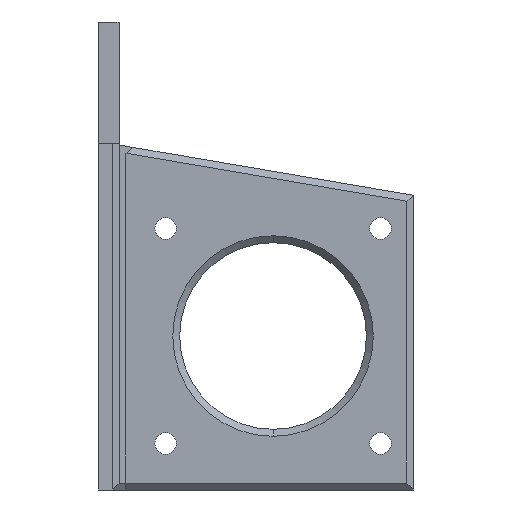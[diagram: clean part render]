
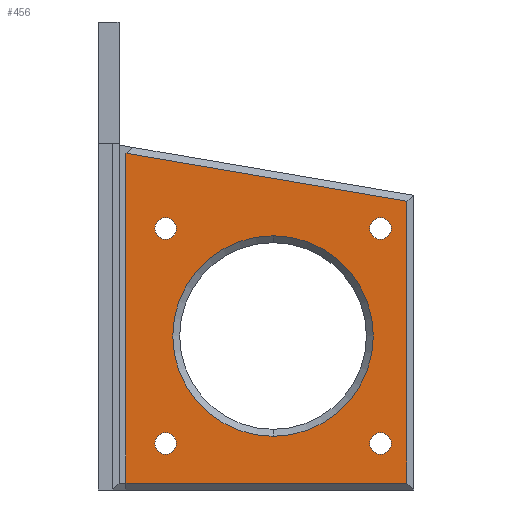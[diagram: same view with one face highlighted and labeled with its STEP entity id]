
A CAD part, left-side view. The second image highlights one B-rep face of the part: STEP entity #456.
In plain terms, the highlighted planar face has unit normal (-1, 0, 0).
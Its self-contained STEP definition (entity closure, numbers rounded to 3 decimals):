
#23 = CIRCLE ( 'NONE', #338, 1.554 ) ;
#38 = EDGE_LOOP ( 'NONE', ( #611, #94 ) ) ;
#42 = CARTESIAN_POINT ( 'NONE',  ( -1.5, -41.5, -16.25 ) ) ;
#46 = ORIENTED_EDGE ( 'NONE', *, *, #1284, .T. ) ;
#51 = EDGE_CURVE ( 'NONE', #1146, #1078, #23, .T. ) ;
#57 = FACE_OUTER_BOUND ( 'NONE', #1269, .T. ) ;
#58 = CARTESIAN_POINT ( 'NONE',  ( -1.5, -22.209, -36.541 ) ) ;
#73 = ORIENTED_EDGE ( 'NONE', *, *, #179, .T. ) ;
#81 = DIRECTION ( 'NONE',  ( 0., 0., -1. ) ) ;
#90 = CARTESIAN_POINT ( 'NONE',  ( -1.5, -41.5, -17.094 ) ) ;
#94 = ORIENTED_EDGE ( 'NONE', *, *, #1313, .T. ) ;
#114 = EDGE_LOOP ( 'NONE', ( #552, #254 ) ) ;
#117 = ORIENTED_EDGE ( 'NONE', *, *, #707, .T. ) ;
#125 = DIRECTION ( 'NONE',  ( 0., -1., 0. ) ) ;
#144 = CIRCLE ( 'NONE', #569, 1.554 ) ;
#149 = DIRECTION ( 'NONE',  ( 1., 0., 0. ) ) ;
#159 = EDGE_LOOP ( 'NONE', ( #1155, #620 ) ) ;
#168 = CIRCLE ( 'NONE', #290, 14.462 ) ;
#170 = EDGE_CURVE ( 'NONE', #289, #302, #168, .T. ) ;
#179 = EDGE_CURVE ( 'NONE', #679, #581, #144, .T. ) ;
#191 = VERTEX_POINT ( 'NONE', #956 ) ;
#194 = CIRCLE ( 'NONE', #389, 1.554 ) ;
#208 = VERTEX_POINT ( 'NONE', #716 ) ;
#232 = CARTESIAN_POINT ( 'NONE',  ( -1.5, -37.703, -21.047 ) ) ;
#237 = CARTESIAN_POINT ( 'NONE',  ( -1.5, -42.5, -57.75 ) ) ;
#246 = VERTEX_POINT ( 'NONE', #1209 ) ;
#250 = DIRECTION ( 'NONE',  ( 0., 0., -1. ) ) ;
#254 = ORIENTED_EDGE ( 'NONE', *, *, #309, .T. ) ;
#265 = VECTOR ( 'NONE', #125, 1000. ) ;
#274 = EDGE_CURVE ( 'NONE', #536, #191, #567, .T. ) ;
#289 = VERTEX_POINT ( 'NONE', #1199 ) ;
#290 = AXIS2_PLACEMENT_3D ( 'NONE', #921, #1263, #1293 ) ;
#302 = VERTEX_POINT ( 'NONE', #1427 ) ;
#307 = DIRECTION ( 'NONE',  ( 1., 0., 0. ) ) ;
#309 = EDGE_CURVE ( 'NONE', #879, #246, #1044, .T. ) ;
#311 = DIRECTION ( 'NONE',  ( 0., 0., -1. ) ) ;
#331 = ORIENTED_EDGE ( 'NONE', *, *, #51, .T. ) ;
#334 = CARTESIAN_POINT ( 'NONE',  ( -1.5, -6.715, -52.035 ) ) ;
#338 = AXIS2_PLACEMENT_3D ( 'NONE', #479, #1351, #371 ) ;
#351 = CARTESIAN_POINT ( 'NONE',  ( -1.5, -6.715, -22.601 ) ) ;
#363 = AXIS2_PLACEMENT_3D ( 'NONE', #334, #760, #861 ) ;
#371 = DIRECTION ( 'NONE',  ( 0., 0., -1. ) ) ;
#382 = DIRECTION ( 'NONE',  ( 0., 0., -1. ) ) ;
#389 = AXIS2_PLACEMENT_3D ( 'NONE', #232, #667, #865 ) ;
#415 = CIRCLE ( 'NONE', #1391, 1.554 ) ;
#448 = CARTESIAN_POINT ( 'NONE',  ( -1.5, -6.715, -50.481 ) ) ;
#449 = DIRECTION ( 'NONE',  ( 1., 0., 0. ) ) ;
#456 = ADVANCED_FACE ( 'NONE', ( #952, #728, #1290, #927, #1286, #57 ), #605, .F. ) ;
#479 = CARTESIAN_POINT ( 'NONE',  ( -1.5, -37.703, -52.035 ) ) ;
#489 = CARTESIAN_POINT ( 'NONE',  ( -1.5, -6.715, -19.493 ) ) ;
#503 = CARTESIAN_POINT ( 'NONE',  ( -1.5, -42.5, -58.75 ) ) ;
#504 = LINE ( 'NONE', #42, #572 ) ;
#507 = CARTESIAN_POINT ( 'NONE',  ( -1.5, -37.703, -22.601 ) ) ;
#512 = DIRECTION ( 'NONE',  ( 1., 0., 0. ) ) ;
#523 = CARTESIAN_POINT ( 'NONE',  ( -1.5, -0.832, -10.156 ) ) ;
#531 = AXIS2_PLACEMENT_3D ( 'NONE', #58, #512, #382 ) ;
#536 = VERTEX_POINT ( 'NONE', #741 ) ;
#541 = ORIENTED_EDGE ( 'NONE', *, *, #1151, .T. ) ;
#549 = VECTOR ( 'NONE', #250, 1000. ) ;
#552 = ORIENTED_EDGE ( 'NONE', *, *, #796, .T. ) ;
#567 = LINE ( 'NONE', #237, #265 ) ;
#569 = AXIS2_PLACEMENT_3D ( 'NONE', #618, #307, #1181 ) ;
#571 = LINE ( 'NONE', #882, #549 ) ;
#572 = VECTOR ( 'NONE', #1028, 1000. ) ;
#576 = VERTEX_POINT ( 'NONE', #90 ) ;
#581 = VERTEX_POINT ( 'NONE', #1096 ) ;
#584 = DIRECTION ( 'NONE',  ( 0., 0., -1. ) ) ;
#585 = ORIENTED_EDGE ( 'NONE', *, *, #274, .T. ) ;
#593 = CARTESIAN_POINT ( 'NONE',  ( -1.5, -6.715, -21.047 ) ) ;
#605 = PLANE ( 'NONE',  #1345 ) ;
#611 = ORIENTED_EDGE ( 'NONE', *, *, #170, .T. ) ;
#618 = CARTESIAN_POINT ( 'NONE',  ( -1.5, -37.703, -21.047 ) ) ;
#620 = ORIENTED_EDGE ( 'NONE', *, *, #1333, .T. ) ;
#625 = EDGE_CURVE ( 'NONE', #581, #679, #194, .T. ) ;
#637 = AXIS2_PLACEMENT_3D ( 'NONE', #832, #1377, #81 ) ;
#649 = DIRECTION ( 'NONE',  ( 1., 0., 0. ) ) ;
#657 = CARTESIAN_POINT ( 'NONE',  ( -1.5, -6.715, -52.035 ) ) ;
#667 = DIRECTION ( 'NONE',  ( 1., 0., 0. ) ) ;
#679 = VERTEX_POINT ( 'NONE', #507 ) ;
#685 = CARTESIAN_POINT ( 'NONE',  ( -1.5, -37.703, -53.589 ) ) ;
#707 = EDGE_CURVE ( 'NONE', #1078, #1146, #998, .T. ) ;
#716 = CARTESIAN_POINT ( 'NONE',  ( -1.5, -1., -10.185 ) ) ;
#727 = LINE ( 'NONE', #523, #999 ) ;
#728 = FACE_BOUND ( 'NONE', #1004, .T. ) ;
#731 = ORIENTED_EDGE ( 'NONE', *, *, #1041, .T. ) ;
#741 = CARTESIAN_POINT ( 'NONE',  ( -1.5, -1., -57.75 ) ) ;
#760 = DIRECTION ( 'NONE',  ( 1., 0., 0. ) ) ;
#796 = EDGE_CURVE ( 'NONE', #246, #879, #1298, .T. ) ;
#823 = DIRECTION ( 'NONE',  ( 0., 0., -1. ) ) ;
#832 = CARTESIAN_POINT ( 'NONE',  ( -1.5, -37.703, -52.035 ) ) ;
#861 = DIRECTION ( 'NONE',  ( 0., 0., -1. ) ) ;
#865 = DIRECTION ( 'NONE',  ( 0., 0., -1. ) ) ;
#868 = DIRECTION ( 'NONE',  ( 0., 0., -1. ) ) ;
#879 = VERTEX_POINT ( 'NONE', #448 ) ;
#882 = CARTESIAN_POINT ( 'NONE',  ( -1.5, -1., -58.75 ) ) ;
#900 = VERTEX_POINT ( 'NONE', #351 ) ;
#921 = CARTESIAN_POINT ( 'NONE',  ( -1.5, -22.209, -36.541 ) ) ;
#925 = CIRCLE ( 'NONE', #1256, 1.554 ) ;
#927 = FACE_BOUND ( 'NONE', #159, .T. ) ;
#939 = EDGE_LOOP ( 'NONE', ( #73, #1438 ) ) ;
#952 = FACE_BOUND ( 'NONE', #939, .T. ) ;
#956 = CARTESIAN_POINT ( 'NONE',  ( -1.5, -41.5, -57.75 ) ) ;
#998 = CIRCLE ( 'NONE', #637, 1.554 ) ;
#999 = VECTOR ( 'NONE', #1374, 1000. ) ;
#1004 = EDGE_LOOP ( 'NONE', ( #331, #117 ) ) ;
#1028 = DIRECTION ( 'NONE',  ( 0., 0., 1. ) ) ;
#1041 = EDGE_CURVE ( 'NONE', #576, #208, #727, .T. ) ;
#1044 = CIRCLE ( 'NONE', #1159, 1.554 ) ;
#1078 = VERTEX_POINT ( 'NONE', #1087 ) ;
#1087 = CARTESIAN_POINT ( 'NONE',  ( -1.5, -37.703, -50.481 ) ) ;
#1096 = CARTESIAN_POINT ( 'NONE',  ( -1.5, -37.703, -19.493 ) ) ;
#1141 = CIRCLE ( 'NONE', #531, 14.462 ) ;
#1146 = VERTEX_POINT ( 'NONE', #685 ) ;
#1151 = EDGE_CURVE ( 'NONE', #208, #536, #571, .T. ) ;
#1155 = ORIENTED_EDGE ( 'NONE', *, *, #1236, .T. ) ;
#1159 = AXIS2_PLACEMENT_3D ( 'NONE', #657, #449, #868 ) ;
#1171 = CARTESIAN_POINT ( 'NONE',  ( -1.5, -6.715, -21.047 ) ) ;
#1181 = DIRECTION ( 'NONE',  ( 0., 0., -1. ) ) ;
#1199 = CARTESIAN_POINT ( 'NONE',  ( -1.5, -22.209, -22.079 ) ) ;
#1209 = CARTESIAN_POINT ( 'NONE',  ( -1.5, -6.715, -53.589 ) ) ;
#1236 = EDGE_CURVE ( 'NONE', #900, #1310, #415, .T. ) ;
#1256 = AXIS2_PLACEMENT_3D ( 'NONE', #1171, #649, #823 ) ;
#1263 = DIRECTION ( 'NONE',  ( 1., 0., 0. ) ) ;
#1265 = DIRECTION ( 'NONE',  ( 1., 0., 0. ) ) ;
#1269 = EDGE_LOOP ( 'NONE', ( #46, #731, #541, #585 ) ) ;
#1284 = EDGE_CURVE ( 'NONE', #191, #576, #504, .T. ) ;
#1286 = FACE_BOUND ( 'NONE', #38, .T. ) ;
#1290 = FACE_BOUND ( 'NONE', #114, .T. ) ;
#1293 = DIRECTION ( 'NONE',  ( 0., 0., -1. ) ) ;
#1298 = CIRCLE ( 'NONE', #363, 1.554 ) ;
#1310 = VERTEX_POINT ( 'NONE', #489 ) ;
#1313 = EDGE_CURVE ( 'NONE', #302, #289, #1141, .T. ) ;
#1333 = EDGE_CURVE ( 'NONE', #1310, #900, #925, .T. ) ;
#1345 = AXIS2_PLACEMENT_3D ( 'NONE', #503, #1265, #311 ) ;
#1351 = DIRECTION ( 'NONE',  ( 1., 0., 0. ) ) ;
#1374 = DIRECTION ( 'NONE',  ( 0., 0.986, 0.168 ) ) ;
#1377 = DIRECTION ( 'NONE',  ( 1., 0., 0. ) ) ;
#1391 = AXIS2_PLACEMENT_3D ( 'NONE', #593, #149, #584 ) ;
#1427 = CARTESIAN_POINT ( 'NONE',  ( -1.5, -22.209, -51.003 ) ) ;
#1438 = ORIENTED_EDGE ( 'NONE', *, *, #625, .T. ) ;
